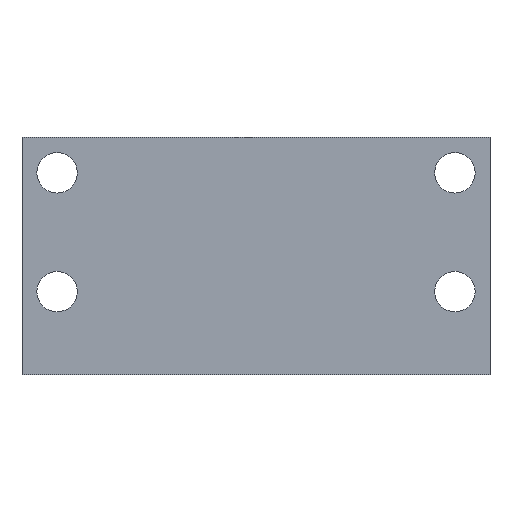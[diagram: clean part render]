
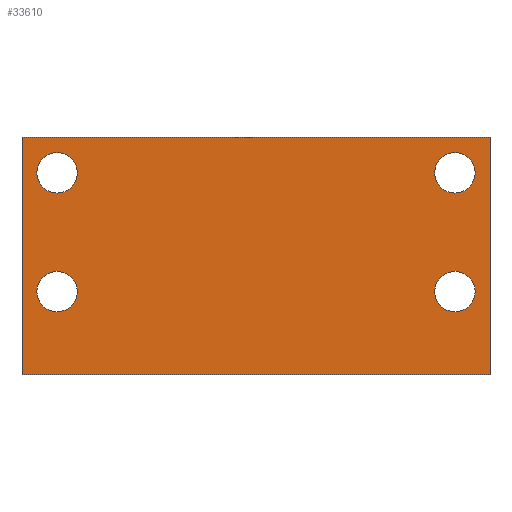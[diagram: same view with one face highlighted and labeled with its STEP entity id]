
A CAD part, front view. The second image highlights one B-rep face of the part: STEP entity #33610.
In plain terms, the highlighted planar face has unit normal (0, -1, 0).
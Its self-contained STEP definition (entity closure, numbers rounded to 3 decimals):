
#7503 = VERTEX_POINT('',#7504);
#7504 = CARTESIAN_POINT('',(0.,0.,0.));
#7510 = EDGE_CURVE('',#7503,#7511,#7513,.T.);
#7511 = VERTEX_POINT('',#7512);
#7512 = CARTESIAN_POINT('',(39.4,0.,0.));
#7513 = LINE('',#7514,#7515);
#7514 = CARTESIAN_POINT('',(0.,0.,0.));
#7515 = VECTOR('',#7516,1.);
#7516 = DIRECTION('',(1.,0.,0.));
#7664 = VERTEX_POINT('',#7665);
#7665 = CARTESIAN_POINT('',(0.,0.,20.));
#7671 = EDGE_CURVE('',#7664,#7672,#7674,.T.);
#7672 = VERTEX_POINT('',#7673);
#7673 = CARTESIAN_POINT('',(39.4,0.,20.));
#7674 = LINE('',#7675,#7676);
#7675 = CARTESIAN_POINT('',(0.,0.,20.));
#7676 = VECTOR('',#7677,1.);
#7677 = DIRECTION('',(1.,0.,0.));
#29753 = VERTEX_POINT('',#29754);
#29754 = CARTESIAN_POINT('',(4.65,0.,7.));
#29760 = EDGE_CURVE('',#29753,#29753,#29761,.T.);
#29761 = CIRCLE('',#29762,1.7);
#29762 = AXIS2_PLACEMENT_3D('',#29763,#29764,#29765);
#29763 = CARTESIAN_POINT('',(2.95,0.,7.));
#29764 = DIRECTION('',(-0.,1.,0.));
#29765 = DIRECTION('',(1.,0.,0.));
#29778 = VERTEX_POINT('',#29779);
#29779 = CARTESIAN_POINT('',(4.65,0.,17.));
#29785 = EDGE_CURVE('',#29778,#29778,#29786,.T.);
#29786 = CIRCLE('',#29787,1.7);
#29787 = AXIS2_PLACEMENT_3D('',#29788,#29789,#29790);
#29788 = CARTESIAN_POINT('',(2.95,0.,17.));
#29789 = DIRECTION('',(-0.,1.,0.));
#29790 = DIRECTION('',(1.,0.,0.));
#29803 = VERTEX_POINT('',#29804);
#29804 = CARTESIAN_POINT('',(38.15,0.,7.));
#29810 = EDGE_CURVE('',#29803,#29803,#29811,.T.);
#29811 = CIRCLE('',#29812,1.7);
#29812 = AXIS2_PLACEMENT_3D('',#29813,#29814,#29815);
#29813 = CARTESIAN_POINT('',(36.45,0.,7.));
#29814 = DIRECTION('',(-0.,1.,0.));
#29815 = DIRECTION('',(1.,0.,0.));
#29828 = VERTEX_POINT('',#29829);
#29829 = CARTESIAN_POINT('',(38.15,0.,17.));
#29835 = EDGE_CURVE('',#29828,#29828,#29836,.T.);
#29836 = CIRCLE('',#29837,1.7);
#29837 = AXIS2_PLACEMENT_3D('',#29838,#29839,#29840);
#29838 = CARTESIAN_POINT('',(36.45,0.,17.));
#29839 = DIRECTION('',(-0.,1.,0.));
#29840 = DIRECTION('',(1.,0.,0.));
#33595 = EDGE_CURVE('',#7503,#7664,#33596,.T.);
#33596 = LINE('',#33597,#33598);
#33597 = CARTESIAN_POINT('',(0.,0.,0.));
#33598 = VECTOR('',#33599,1.);
#33599 = DIRECTION('',(0.,0.,1.));
#33610 = ADVANCED_FACE('',(#33611,#33622,#33625,#33628,#33631),#33634,
  .T.);
#33611 = FACE_BOUND('',#33612,.T.);
#33612 = EDGE_LOOP('',(#33613,#33614,#33620,#33621));
#33613 = ORIENTED_EDGE('',*,*,#7510,.T.);
#33614 = ORIENTED_EDGE('',*,*,#33615,.T.);
#33615 = EDGE_CURVE('',#7511,#7672,#33616,.T.);
#33616 = LINE('',#33617,#33618);
#33617 = CARTESIAN_POINT('',(39.4,0.,0.));
#33618 = VECTOR('',#33619,1.);
#33619 = DIRECTION('',(0.,0.,1.));
#33620 = ORIENTED_EDGE('',*,*,#7671,.F.);
#33621 = ORIENTED_EDGE('',*,*,#33595,.F.);
#33622 = FACE_BOUND('',#33623,.T.);
#33623 = EDGE_LOOP('',(#33624));
#33624 = ORIENTED_EDGE('',*,*,#29835,.T.);
#33625 = FACE_BOUND('',#33626,.T.);
#33626 = EDGE_LOOP('',(#33627));
#33627 = ORIENTED_EDGE('',*,*,#29810,.T.);
#33628 = FACE_BOUND('',#33629,.T.);
#33629 = EDGE_LOOP('',(#33630));
#33630 = ORIENTED_EDGE('',*,*,#29760,.T.);
#33631 = FACE_BOUND('',#33632,.T.);
#33632 = EDGE_LOOP('',(#33633));
#33633 = ORIENTED_EDGE('',*,*,#29785,.T.);
#33634 = PLANE('',#33635);
#33635 = AXIS2_PLACEMENT_3D('',#33636,#33637,#33638);
#33636 = CARTESIAN_POINT('',(19.7,0.,10.));
#33637 = DIRECTION('',(-0.,-1.,-0.));
#33638 = DIRECTION('',(0.,0.,-1.));
